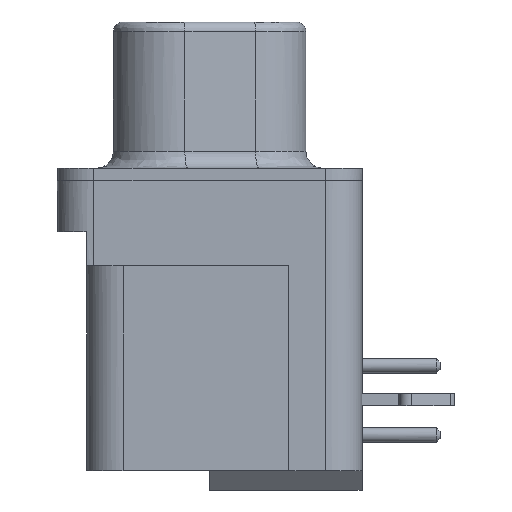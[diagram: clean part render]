
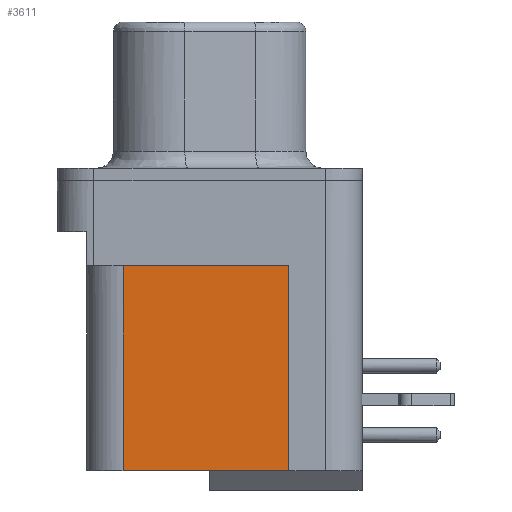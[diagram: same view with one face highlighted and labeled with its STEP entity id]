
A CAD part, left-side view. The second image highlights one B-rep face of the part: STEP entity #3611.
In plain terms, the highlighted planar face has unit normal (-1, 0, 0).
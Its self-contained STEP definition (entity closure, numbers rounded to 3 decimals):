
#227 = EDGE_CURVE ( 'NONE', #12420, #8648, #6167, .T. ) ;
#380 = DIRECTION ( 'NONE',  ( 0., 1., 0. ) ) ;
#697 = CARTESIAN_POINT ( 'NONE',  ( -9.1, 3.55, -11.9 ) ) ;
#1204 = EDGE_CURVE ( 'NONE', #4194, #12420, #1418, .T. ) ;
#1350 = VECTOR ( 'NONE', #380, 1000. ) ;
#1418 = LINE ( 'NONE', #5646, #9358 ) ;
#1754 = DIRECTION ( 'NONE',  ( 0., 0., 1. ) ) ;
#1872 = CARTESIAN_POINT ( 'NONE',  ( -9.1, -3.25, -11.9 ) ) ;
#2473 = CARTESIAN_POINT ( 'NONE',  ( -9.1, 3.55, -3.5 ) ) ;
#2479 = AXIS2_PLACEMENT_3D ( 'NONE', #697, #7981, #1754 ) ;
#3319 = CARTESIAN_POINT ( 'NONE',  ( -9.1, -3.25, -3.5 ) ) ;
#3611 = ADVANCED_FACE ( 'NONE', ( #9218 ), #6940, .T. ) ;
#4106 = LINE ( 'NONE', #4540, #1350 ) ;
#4194 = VERTEX_POINT ( 'NONE', #2473 ) ;
#4525 = CARTESIAN_POINT ( 'NONE',  ( -9.1, -6.25, -11.9 ) ) ;
#4540 = CARTESIAN_POINT ( 'NONE',  ( -9.1, 3.55, -3.5 ) ) ;
#4927 = VERTEX_POINT ( 'NONE', #5185 ) ;
#5185 = CARTESIAN_POINT ( 'NONE',  ( -9.1, -3.25, -3.5 ) ) ;
#5646 = CARTESIAN_POINT ( 'NONE',  ( -9.1, 3.55, -11.9 ) ) ;
#6109 = LINE ( 'NONE', #3319, #8536 ) ;
#6167 = LINE ( 'NONE', #4525, #8927 ) ;
#6646 = ORIENTED_EDGE ( 'NONE', *, *, #11273, .T. ) ;
#6792 = ORIENTED_EDGE ( 'NONE', *, *, #8333, .T. ) ;
#6940 = PLANE ( 'NONE',  #2479 ) ;
#7981 = DIRECTION ( 'NONE',  ( -1., 0., 0. ) ) ;
#8080 = EDGE_LOOP ( 'NONE', ( #6646, #11908, #8149, #6792 ) ) ;
#8149 = ORIENTED_EDGE ( 'NONE', *, *, #227, .T. ) ;
#8333 = EDGE_CURVE ( 'NONE', #8648, #4927, #6109, .T. ) ;
#8536 = VECTOR ( 'NONE', #10546, 1000. ) ;
#8648 = VERTEX_POINT ( 'NONE', #1872 ) ;
#8927 = VECTOR ( 'NONE', #10711, 1000. ) ;
#9162 = DIRECTION ( 'NONE',  ( 0., 0., -1. ) ) ;
#9218 = FACE_OUTER_BOUND ( 'NONE', #8080, .T. ) ;
#9340 = CARTESIAN_POINT ( 'NONE',  ( -9.1, 3.55, -11.9 ) ) ;
#9358 = VECTOR ( 'NONE', #9162, 1000. ) ;
#10546 = DIRECTION ( 'NONE',  ( 0., 0., 1. ) ) ;
#10711 = DIRECTION ( 'NONE',  ( 0., -1., 0. ) ) ;
#11273 = EDGE_CURVE ( 'NONE', #4927, #4194, #4106, .T. ) ;
#11908 = ORIENTED_EDGE ( 'NONE', *, *, #1204, .T. ) ;
#12420 = VERTEX_POINT ( 'NONE', #9340 ) ;
